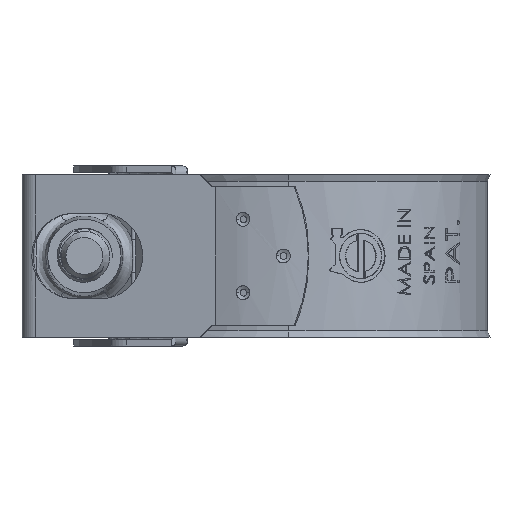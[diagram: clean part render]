
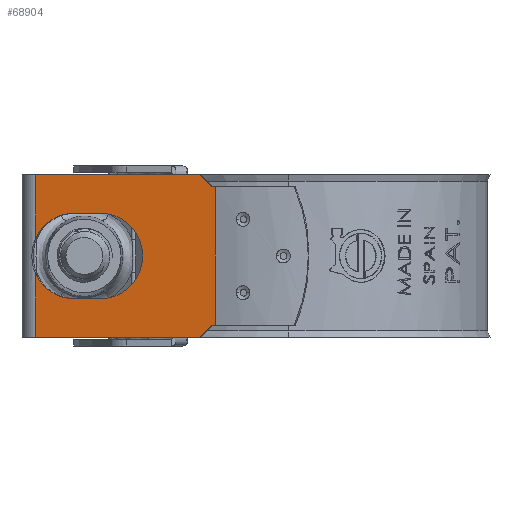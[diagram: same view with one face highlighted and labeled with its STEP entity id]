
A CAD part, left-side view. The second image highlights one B-rep face of the part: STEP entity #68904.
In plain terms, the highlighted planar face has unit normal (-0.986, 0.169, 0).
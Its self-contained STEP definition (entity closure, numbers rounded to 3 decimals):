
#177 = DIRECTION ( 'NONE',  ( -0.169, -0.986, 0. ) ) ;
#1673 = EDGE_CURVE ( 'NONE', #9303, #41647, #27196, .T. ) ;
#2161 = FACE_OUTER_BOUND ( 'NONE', #50582, .T. ) ;
#2215 = DIRECTION ( 'NONE',  ( -0.169, -0.986, 0. ) ) ;
#2222 = CARTESIAN_POINT ( 'NONE',  ( -23.75, 9.005, -18.5 ) ) ;
#2846 = ORIENTED_EDGE ( 'NONE', *, *, #41879, .F. ) ;
#2878 = EDGE_CURVE ( 'NONE', #14582, #68134, #18778, .T. ) ;
#3025 = DIRECTION ( 'NONE',  ( -0.986, 0.169, 0. ) ) ;
#4585 = ORIENTED_EDGE ( 'NONE', *, *, #57706, .T. ) ;
#6882 = CARTESIAN_POINT ( 'NONE',  ( -23.75, 9.005, -20. ) ) ;
#7005 = AXIS2_PLACEMENT_3D ( 'NONE', #15305, #3025, #50938 ) ;
#7087 = VERTEX_POINT ( 'NONE', #70488 ) ;
#7852 = VERTEX_POINT ( 'NONE', #34459 ) ;
#7896 = ORIENTED_EDGE ( 'NONE', *, *, #11769, .F. ) ;
#9200 = ORIENTED_EDGE ( 'NONE', *, *, #74194, .T. ) ;
#9265 = VECTOR ( 'NONE', #46899, 1000. ) ;
#9303 = VERTEX_POINT ( 'NONE', #69749 ) ;
#9625 = VECTOR ( 'NONE', #62011, 1000. ) ;
#10662 = ORIENTED_EDGE ( 'NONE', *, *, #23453, .F. ) ;
#11111 = LINE ( 'NONE', #30205, #50498 ) ;
#11769 = EDGE_CURVE ( 'NONE', #60214, #7087, #75318, .T. ) ;
#12088 = VECTOR ( 'NONE', #65220, 1000. ) ;
#12279 = VECTOR ( 'NONE', #2215, 1000. ) ;
#12485 = DIRECTION ( 'NONE',  ( -0.986, 0.169, 0. ) ) ;
#12982 = CARTESIAN_POINT ( 'NONE',  ( -19.971, 31.076, -20. ) ) ;
#13503 = AXIS2_PLACEMENT_3D ( 'NONE', #38479, #44497, #68602 ) ;
#14061 = CARTESIAN_POINT ( 'NONE',  ( -19.971, 31.076, -20. ) ) ;
#14165 = LINE ( 'NONE', #67970, #12279 ) ;
#14582 = VERTEX_POINT ( 'NONE', #51251 ) ;
#14593 = CARTESIAN_POINT ( 'NONE',  ( -22.221, 17.939, -10. ) ) ;
#15140 = PLANE ( 'NONE',  #13503 ) ;
#15305 = CARTESIAN_POINT ( 'NONE',  ( -21.335, 23.114, -10. ) ) ;
#18022 = CARTESIAN_POINT ( 'NONE',  ( -19.971, 31.076, -12.174 ) ) ;
#18524 = LINE ( 'NONE', #45582, #73913 ) ;
#18778 = LINE ( 'NONE', #12982, #64781 ) ;
#18780 = DIRECTION ( 'NONE',  ( -0.169, -0.986, 0. ) ) ;
#19146 = CARTESIAN_POINT ( 'NONE',  ( -23.412, 10.978, 0. ) ) ;
#19291 = VERTEX_POINT ( 'NONE', #19146 ) ;
#19519 = DIRECTION ( 'NONE',  ( -0.169, -0.986, 0. ) ) ;
#19567 = ORIENTED_EDGE ( 'NONE', *, *, #52460, .T. ) ;
#20390 = VERTEX_POINT ( 'NONE', #32729 ) ;
#22748 = CARTESIAN_POINT ( 'NONE',  ( -19.971, 31.076, -7.826 ) ) ;
#23453 = EDGE_CURVE ( 'NONE', #43595, #60214, #69555, .T. ) ;
#24638 = CARTESIAN_POINT ( 'NONE',  ( -23.253, 11.907, 0.942 ) ) ;
#24961 = DIRECTION ( 'NONE',  ( 0., 0., 1. ) ) ;
#26433 = EDGE_CURVE ( 'NONE', #71913, #41756, #35367, .T. ) ;
#27196 = LINE ( 'NONE', #40360, #12088 ) ;
#28107 = EDGE_CURVE ( 'NONE', #14582, #71913, #46815, .T. ) ;
#28353 = ORIENTED_EDGE ( 'NONE', *, *, #53483, .F. ) ;
#29148 = LINE ( 'NONE', #6882, #75147 ) ;
#30205 = CARTESIAN_POINT ( 'NONE',  ( -21.335, 23.114, -4.75 ) ) ;
#31811 = CARTESIAN_POINT ( 'NONE',  ( -20.778, 26.366, -4.75 ) ) ;
#32412 = VECTOR ( 'NONE', #41642, 1000. ) ;
#32729 = CARTESIAN_POINT ( 'NONE',  ( -21.335, 23.114, -4.75 ) ) ;
#34459 = CARTESIAN_POINT ( 'NONE',  ( -23.666, 9.499, -1.5 ) ) ;
#34951 = ORIENTED_EDGE ( 'NONE', *, *, #2878, .T. ) ;
#35367 = CIRCLE ( 'NONE', #38264, 5.25 ) ;
#35423 = CARTESIAN_POINT ( 'NONE',  ( -20.778, 26.366, -10. ) ) ;
#36485 = ORIENTED_EDGE ( 'NONE', *, *, #50580, .F. ) ;
#37152 = LINE ( 'NONE', #64995, #32412 ) ;
#37179 = ORIENTED_EDGE ( 'NONE', *, *, #70754, .F. ) ;
#38013 = ORIENTED_EDGE ( 'NONE', *, *, #26433, .F. ) ;
#38264 = AXIS2_PLACEMENT_3D ( 'NONE', #75677, #70401, #76453 ) ;
#38479 = CARTESIAN_POINT ( 'NONE',  ( -19.971, 31.076, -20. ) ) ;
#40360 = CARTESIAN_POINT ( 'NONE',  ( -23.347, 11.358, -18.5 ) ) ;
#41642 = DIRECTION ( 'NONE',  ( 0.169, 0.986, 0. ) ) ;
#41647 = VERTEX_POINT ( 'NONE', #2222 ) ;
#41703 = DIRECTION ( 'NONE',  ( -0.986, 0.169, 0. ) ) ;
#41756 = VERTEX_POINT ( 'NONE', #75111 ) ;
#41879 = EDGE_CURVE ( 'NONE', #71117, #20390, #56299, .T. ) ;
#42395 = CARTESIAN_POINT ( 'NONE',  ( -21.335, 23.114, -15.25 ) ) ;
#43037 = ORIENTED_EDGE ( 'NONE', *, *, #65027, .F. ) ;
#43595 = VERTEX_POINT ( 'NONE', #31811 ) ;
#44497 = DIRECTION ( 'NONE',  ( -0.986, 0.169, 0. ) ) ;
#45582 = CARTESIAN_POINT ( 'NONE',  ( -23.253, 11.907, -20.942 ) ) ;
#46815 = LINE ( 'NONE', #64724, #9265 ) ;
#46899 = DIRECTION ( 'NONE',  ( 0., 0., 1. ) ) ;
#46939 = CARTESIAN_POINT ( 'NONE',  ( -23.412, 10.978, -20. ) ) ;
#47577 = VERTEX_POINT ( 'NONE', #42395 ) ;
#47740 = DIRECTION ( 'NONE',  ( 0.119, 0.697, 0.707 ) ) ;
#49964 = VECTOR ( 'NONE', #47740, 1000. ) ;
#50498 = VECTOR ( 'NONE', #55601, 1000. ) ;
#50580 = EDGE_CURVE ( 'NONE', #47577, #71117, #59975, .T. ) ;
#50582 = EDGE_LOOP ( 'NONE', ( #10662, #28353, #2846, #36485, #37179, #38013, #72172, #34951, #58121, #69054, #19567, #9200, #4585, #43037, #7896 ) ) ;
#50938 = DIRECTION ( 'NONE',  ( -0.169, -0.986, 0. ) ) ;
#51251 = CARTESIAN_POINT ( 'NONE',  ( -19.971, 31.076, -20. ) ) ;
#51396 = CARTESIAN_POINT ( 'NONE',  ( -23.75, 9.005, -1.5 ) ) ;
#52460 = EDGE_CURVE ( 'NONE', #41647, #69472, #29148, .T. ) ;
#53483 = EDGE_CURVE ( 'NONE', #20390, #43595, #11111, .T. ) ;
#55601 = DIRECTION ( 'NONE',  ( 0.169, 0.986, 0. ) ) ;
#56107 = VECTOR ( 'NONE', #19519, 1000. ) ;
#56299 = CIRCLE ( 'NONE', #7005, 5.25 ) ;
#57073 = DIRECTION ( 'NONE',  ( -0.119, -0.697, 0.707 ) ) ;
#57706 = EDGE_CURVE ( 'NONE', #7852, #19291, #60229, .T. ) ;
#58121 = ORIENTED_EDGE ( 'NONE', *, *, #65771, .T. ) ;
#59975 = CIRCLE ( 'NONE', #65595, 5.25 ) ;
#60214 = VERTEX_POINT ( 'NONE', #22748 ) ;
#60229 = LINE ( 'NONE', #24638, #49964 ) ;
#62011 = DIRECTION ( 'NONE',  ( 0., 0., 1. ) ) ;
#64724 = CARTESIAN_POINT ( 'NONE',  ( -19.971, 31.076, -20. ) ) ;
#64781 = VECTOR ( 'NONE', #177, 1000. ) ;
#64995 = CARTESIAN_POINT ( 'NONE',  ( -23.347, 11.358, -1.5 ) ) ;
#65027 = EDGE_CURVE ( 'NONE', #7087, #19291, #76807, .T. ) ;
#65220 = DIRECTION ( 'NONE',  ( -0.169, -0.986, 0. ) ) ;
#65595 = AXIS2_PLACEMENT_3D ( 'NONE', #72521, #12485, #18780 ) ;
#65771 = EDGE_CURVE ( 'NONE', #68134, #9303, #18524, .T. ) ;
#67970 = CARTESIAN_POINT ( 'NONE',  ( -21.335, 23.114, -15.25 ) ) ;
#68134 = VERTEX_POINT ( 'NONE', #46939 ) ;
#68602 = DIRECTION ( 'NONE',  ( 0., 0., 1. ) ) ;
#68904 = ADVANCED_FACE ( 'NONE', ( #2161 ), #15140, .T. ) ;
#69054 = ORIENTED_EDGE ( 'NONE', *, *, #1673, .T. ) ;
#69472 = VERTEX_POINT ( 'NONE', #51396 ) ;
#69555 = CIRCLE ( 'NONE', #73699, 5.25 ) ;
#69749 = CARTESIAN_POINT ( 'NONE',  ( -23.666, 9.499, -18.5 ) ) ;
#70401 = DIRECTION ( 'NONE',  ( -0.986, 0.169, 0. ) ) ;
#70488 = CARTESIAN_POINT ( 'NONE',  ( -19.971, 31.076, 0. ) ) ;
#70754 = EDGE_CURVE ( 'NONE', #41756, #47577, #14165, .T. ) ;
#71117 = VERTEX_POINT ( 'NONE', #14593 ) ;
#71859 = DIRECTION ( 'NONE',  ( -0.169, -0.986, 0. ) ) ;
#71913 = VERTEX_POINT ( 'NONE', #18022 ) ;
#72172 = ORIENTED_EDGE ( 'NONE', *, *, #28107, .F. ) ;
#72521 = CARTESIAN_POINT ( 'NONE',  ( -21.335, 23.114, -10. ) ) ;
#73699 = AXIS2_PLACEMENT_3D ( 'NONE', #35423, #41703, #71859 ) ;
#73913 = VECTOR ( 'NONE', #57073, 1000. ) ;
#74058 = CARTESIAN_POINT ( 'NONE',  ( -19.971, 31.076, 0. ) ) ;
#74194 = EDGE_CURVE ( 'NONE', #69472, #7852, #37152, .T. ) ;
#75111 = CARTESIAN_POINT ( 'NONE',  ( -20.778, 26.366, -15.25 ) ) ;
#75147 = VECTOR ( 'NONE', #24961, 1000. ) ;
#75318 = LINE ( 'NONE', #14061, #9625 ) ;
#75677 = CARTESIAN_POINT ( 'NONE',  ( -20.778, 26.366, -10. ) ) ;
#76453 = DIRECTION ( 'NONE',  ( -0.169, -0.986, 0. ) ) ;
#76807 = LINE ( 'NONE', #74058, #56107 ) ;
